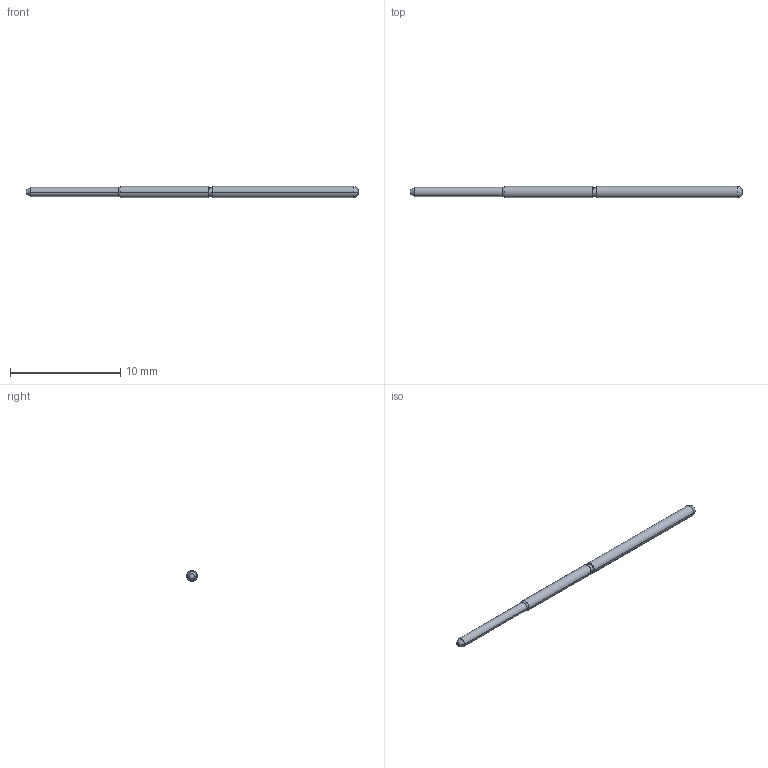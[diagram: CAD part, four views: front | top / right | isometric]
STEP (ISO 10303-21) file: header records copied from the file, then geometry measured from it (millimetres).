
FILE_DESCRIPTION((''),'2;1');
FILE_NAME('30202152021','2019-09-05T',('presta_be4'),(''),'PRO/ENGINEER BY PARAMETRIC TECHNOLOGY CORPORATION, 2014310','PRO/ENGINEER BY PARAMETRIC TECHNOLOGY CORPORATION, 2014310','');
FILE_SCHEMA(('CONFIG_CONTROL_DESIGN'));
Length unit declared in the file: millimetre
Products named in the file (1): 30202152021
Bounding box: 30.11 x 1.01 x 1.01 mm (x, y, z)
Volume: 0.3 mm3; surface area: 181.2 mm2
Topology: 1 solids, 2 shells, 38 faces, 72 edges, 40 vertices
Faces by surface type: cylinder 16, cone 12, plane 6, bspline 4
Entity records: 1028 total; most frequent: CARTESIAN_POINT 210, DIRECTION 184, ORIENTED_EDGE 144, AXIS2_PLACEMENT_3D 78, EDGE_CURVE 72, CIRCLE 44, VERTEX_POINT 40, EDGE_LOOP 40
